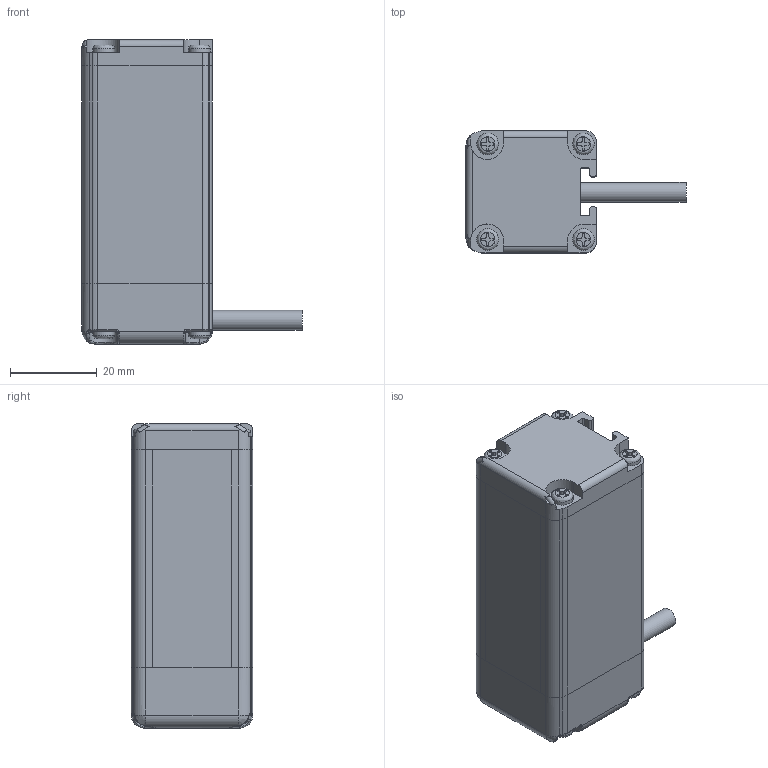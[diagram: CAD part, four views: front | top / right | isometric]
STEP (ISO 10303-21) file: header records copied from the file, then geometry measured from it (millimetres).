
FILE_DESCRIPTION (( 'STEP AP214' ), '1' );
FILE_NAME ('M5-TRX-B.STEP', '2020-08-21T16:39:14', ( '' ), ( '' ), 'SwSTEP 2.0', 'SolidWorks 2019', '' );
FILE_SCHEMA (( 'AUTOMOTIVE_DESIGN' ));
Length unit declared in the file: inch
Products named in the file (1): M5-TRX-B
Bounding box: 50.63 x 28 x 70 mm (x, y, z)
Volume: 26257.8 mm3; surface area: 24856.1 mm2
Topology: 13 solids, 13 shells, 753 faces, 2018 edges, 1297 vertices
Faces by surface type: plane 343, cylinder 320, bspline 90
Full cylindrical faces by diameter (mm): 2.5 x8, 3 x8, 3.5 x4, 4.5 x2, 5 x8
Entity records: 28005 total; most frequent: CARTESIAN_POINT 9557, ORIENTED_EDGE 3896, DIRECTION 3705, EDGE_CURVE 1948, AXIS2_PLACEMENT_3D 1285, VERTEX_POINT 1284, VECTOR 1135, LINE 1135
